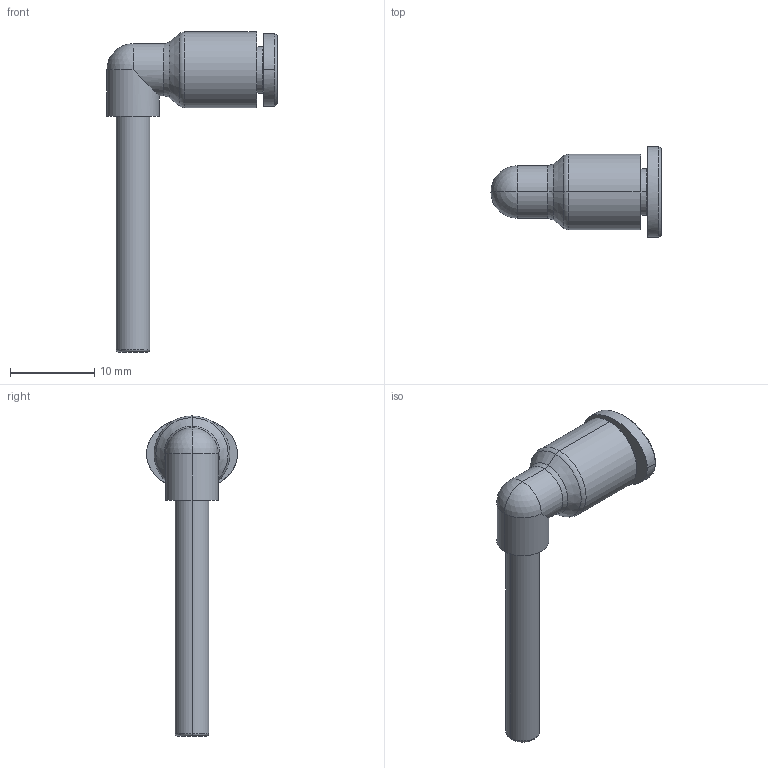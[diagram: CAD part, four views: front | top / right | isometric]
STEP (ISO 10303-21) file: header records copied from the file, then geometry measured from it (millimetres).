
FILE_DESCRIPTION((''),'2;1');
FILE_NAME('GPLLJ_04(3D).stp','2012-12-24T16:31:45',(''),(''),'Mechanical Desktop.R8.0.24.0','Mechanical Desktop.R8.0.24.0',', , ');
FILE_SCHEMA(('CONFIG_CONTROL_DESIGN'));
Length unit declared in the file: millimetre
Products named in the file (2): GPLLJ_04(3D); 睡ヶ1
Assembly tree (1 placements, depth 2):
  GPLLJ_04(3D)
    睡ヶ1
Bounding box: 20.2 x 10.8 x 38 mm (x, y, z)
Volume: 1210.8 mm3; surface area: 1279.5 mm2
Topology: 1 solids, 1 shells, 397 faces, 1115 edges, 736 vertices
Faces by surface type: plane 332, bspline 31, cylinder 20, cone 8, torus 4, sphere 2
Entity records: 13367 total; most frequent: CARTESIAN_POINT 3040, ORIENTED_EDGE 2226, DIRECTION 1960, EDGE_CURVE 1113, VECTOR 992, LINE 992, VERTEX_POINT 736, AXIS2_PLACEMENT_3D 484
